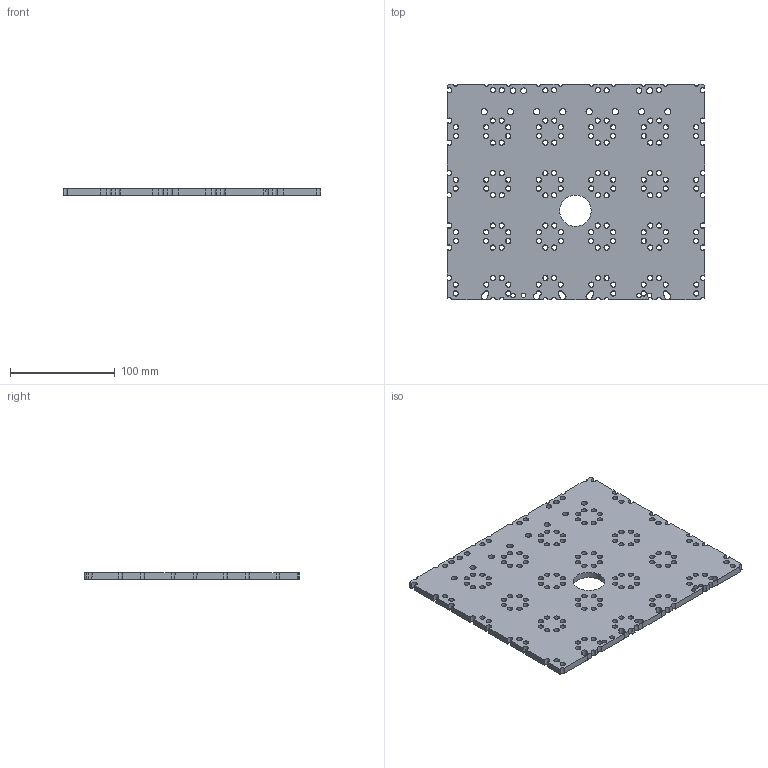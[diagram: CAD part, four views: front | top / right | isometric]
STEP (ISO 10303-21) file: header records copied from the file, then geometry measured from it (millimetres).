
FILE_DESCRIPTION(/* description */ (''),/* implementation_level */ '2;1');
FILE_NAME(/* name */ '30_Cube_Adapter_Heidstar_v3.ipt.step',/* time_stamp */ '2022-11-29T08:15:07+01:00',/* author */ ('diederichbenedict'),/* organization */ (''),/* preprocessor_version */ 'ST-DEVELOPER v18.1',/* originating_system */ 'Autodesk Inventor 2022',/* authorisation */ '');
FILE_SCHEMA (('AUTOMOTIVE_DESIGN { 1 0 10303 214 3 1 1 }'));
Length unit declared in the file: millimetre
Products named in the file (1): 30_Cube_Adapter_Heidstar_v3
Bounding box: 245 x 205 x 6 mm (x, y, z)
Volume: 275646.1 mm3; surface area: 113872.6 mm2
Topology: 1 solids, 1 shells, 256 faces, 765 edges, 500 vertices
Faces by surface type: cone 180, plane 45, cylinder 31
Full cylindrical faces by diameter (mm): 4.2 x4, 5.5 x3, 6 x8, 30 x1
Entity records: 9469 total; most frequent: CARTESIAN_POINT 1737, DIRECTION 1618, ORIENTED_EDGE 1530, EDGE_CURVE 765, AXIS2_PLACEMENT_3D 681, EDGE_LOOP 565, VERTEX_POINT 500, CIRCLE 424
